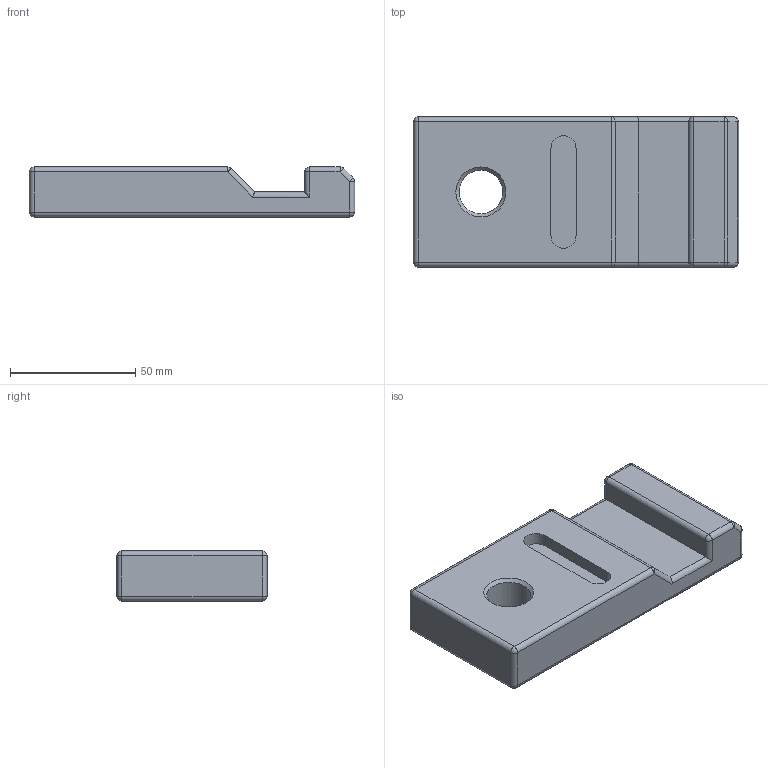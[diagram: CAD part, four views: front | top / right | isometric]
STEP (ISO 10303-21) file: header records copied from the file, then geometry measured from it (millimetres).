
FILE_DESCRIPTION(/* description */ (''),/* implementation_level */ '2;1');
FILE_NAME(/* name */ 'Grundplatte2.stp',/* time_stamp */ '2022-03-16T16:44:43+01:00',/* author */ (''),/* organization */ (''),/* preprocessor_version */ 'ST-DEVELOPER v16.7',/* originating_system */ 'SIEMENS PLM Software NX 1904',/* authorisation */ '');
FILE_SCHEMA (('AUTOMOTIVE_DESIGN { 1 0 10303 214 3 1 1 1 }'));
Length unit declared in the file: millimetre
Products named in the file (1): Grundplatte2
Bounding box: 130 x 60 x 20 mm (x, y, z)
Volume: 132461.7 mm3; surface area: 23636.8 mm2
Topology: 1 solids, 1 shells, 58 faces, 132 edges, 64 vertices
Faces by surface type: cylinder 28, plane 14, sphere 14, cone 2
Full cylindrical faces by diameter (mm): 17.5 x1
Entity records: 1484 total; most frequent: DIRECTION 286, CARTESIAN_POINT 235, ORIENTED_EDGE 228, EDGE_CURVE 114, AXIS2_PLACEMENT_3D 113, EDGE_LOOP 64, VERTEX_POINT 62, LINE 60
